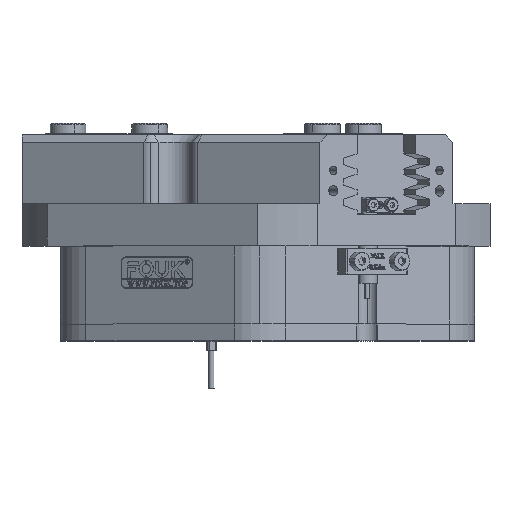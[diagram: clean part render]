
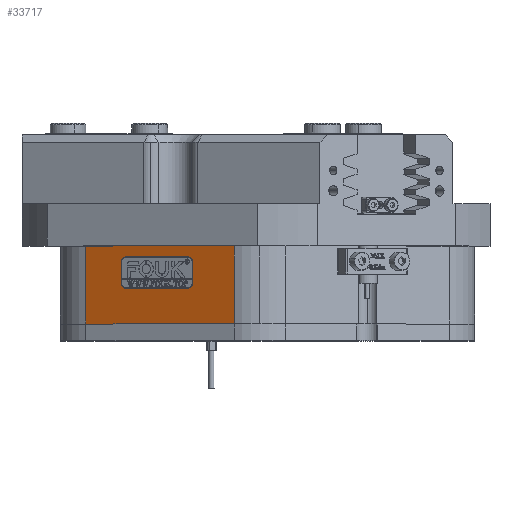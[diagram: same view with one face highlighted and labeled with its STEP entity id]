
A CAD part, top view. The second image highlights one B-rep face of the part: STEP entity #33717.
In plain terms, the highlighted planar face has unit normal (-0.5, 0, 0.866).
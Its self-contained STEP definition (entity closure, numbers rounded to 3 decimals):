
#142 = LINE ( 'NONE', #184, #808 ) ;
#184 = CARTESIAN_POINT ( 'NONE',  ( -30.175, 14., 77.264 ) ) ;
#439 = VERTEX_POINT ( 'NONE', #37464 ) ;
#808 = VECTOR ( 'NONE', #4195, 1000. ) ;
#984 = AXIS2_PLACEMENT_3D ( 'NONE', #26148, #13338, #5023 ) ;
#1079 = VERTEX_POINT ( 'NONE', #51161 ) ;
#1151 = EDGE_CURVE ( 'NONE', #19415, #24186, #12707, .T. ) ;
#1353 = CARTESIAN_POINT ( 'NONE',  ( -54.423, 16.1, 63.264 ) ) ;
#1555 = VECTOR ( 'NONE', #26106, 1000. ) ;
#1608 = EDGE_LOOP ( 'NONE', ( #28946, #15718, #1999, #1661, #30991, #45602, #8748, #51299 ) ) ;
#1661 = ORIENTED_EDGE ( 'NONE', *, *, #24978, .T. ) ;
#1999 = ORIENTED_EDGE ( 'NONE', *, *, #21686, .T. ) ;
#2187 = EDGE_CURVE ( 'NONE', #5804, #36814, #43800, .T. ) ;
#3801 = CIRCLE ( 'NONE', #26886, 2.1 ) ;
#4195 = DIRECTION ( 'NONE',  ( -0.866, 0., -0.5 ) ) ;
#4679 = ORIENTED_EDGE ( 'NONE', *, *, #48250, .T. ) ;
#4909 = CARTESIAN_POINT ( 'NONE',  ( -30.175, 26.2, 77.264 ) ) ;
#5023 = DIRECTION ( 'NONE',  ( 0.866, 0., 0.5 ) ) ;
#5284 = EDGE_CURVE ( 'NONE', #15554, #43956, #28908, .T. ) ;
#5393 = VECTOR ( 'NONE', #50464, 1000. ) ;
#5804 = VERTEX_POINT ( 'NONE', #38998 ) ;
#6757 = CARTESIAN_POINT ( 'NONE',  ( -30.175, 16.1, 77.264 ) ) ;
#7245 = VECTOR ( 'NONE', #34709, 1000. ) ;
#7404 = VECTOR ( 'NONE', #31065, 1000. ) ;
#8748 = ORIENTED_EDGE ( 'NONE', *, *, #12960, .T. ) ;
#9349 = EDGE_CURVE ( 'NONE', #439, #11711, #47234, .T. ) ;
#9946 = CARTESIAN_POINT ( 'NONE',  ( -30.175, 24.1, 77.264 ) ) ;
#11376 = LINE ( 'NONE', #16389, #39938 ) ;
#11711 = VERTEX_POINT ( 'NONE', #32808 ) ;
#11782 = DIRECTION ( 'NONE',  ( -0.866, 0., -0.5 ) ) ;
#12571 = ORIENTED_EDGE ( 'NONE', *, *, #54140, .T. ) ;
#12707 = LINE ( 'NONE', #44064, #7404 ) ;
#12960 = EDGE_CURVE ( 'NONE', #11711, #15554, #30229, .T. ) ;
#13338 = DIRECTION ( 'NONE',  ( -0.5, 0., 0.866 ) ) ;
#14189 = DIRECTION ( 'NONE',  ( 0.866, 0., 0.5 ) ) ;
#15554 = VERTEX_POINT ( 'NONE', #4909 ) ;
#15718 = ORIENTED_EDGE ( 'NONE', *, *, #2187, .T. ) ;
#16389 = CARTESIAN_POINT ( 'NONE',  ( 82., 0., 142.028 ) ) ;
#16617 = DIRECTION ( 'NONE',  ( 0.866, 0., 0.5 ) ) ;
#18512 = ORIENTED_EDGE ( 'NONE', *, *, #1151, .F. ) ;
#19242 = LINE ( 'NONE', #24524, #29913 ) ;
#19415 = VERTEX_POINT ( 'NONE', #53702 ) ;
#19517 = FACE_OUTER_BOUND ( 'NONE', #45593, .T. ) ;
#20471 = DIRECTION ( 'NONE',  ( -0.866, 0., -0.5 ) ) ;
#21665 = CARTESIAN_POINT ( 'NONE',  ( -70., 74., 54.271 ) ) ;
#21686 = EDGE_CURVE ( 'NONE', #36814, #1079, #142, .T. ) ;
#22015 = EDGE_CURVE ( 'NONE', #28475, #439, #19242, .T. ) ;
#22464 = DIRECTION ( 'NONE',  ( 0.5, 0., -0.866 ) ) ;
#24186 = VERTEX_POINT ( 'NONE', #52082 ) ;
#24524 = CARTESIAN_POINT ( 'NONE',  ( -56.242, 24.1, 62.214 ) ) ;
#24773 = CARTESIAN_POINT ( 'NONE',  ( -54.423, 24.1, 63.264 ) ) ;
#24978 = EDGE_CURVE ( 'NONE', #1079, #28475, #3801, .T. ) ;
#25309 = DIRECTION ( 'NONE',  ( 0.5, 0., -0.866 ) ) ;
#26106 = DIRECTION ( 'NONE',  ( 0., -1., 0. ) ) ;
#26148 = CARTESIAN_POINT ( 'NONE',  ( 82., 74., 142.028 ) ) ;
#26618 = CARTESIAN_POINT ( 'NONE',  ( -70., 0., 54.271 ) ) ;
#26886 = AXIS2_PLACEMENT_3D ( 'NONE', #1353, #22464, #35777 ) ;
#27020 = CARTESIAN_POINT ( 'NONE',  ( -30.175, 14., 77.264 ) ) ;
#27122 = AXIS2_PLACEMENT_3D ( 'NONE', #24773, #33485, #37735 ) ;
#27754 = ORIENTED_EDGE ( 'NONE', *, *, #28061, .F. ) ;
#28061 = EDGE_CURVE ( 'NONE', #47140, #30966, #11376, .T. ) ;
#28475 = VERTEX_POINT ( 'NONE', #46592 ) ;
#28908 = CIRCLE ( 'NONE', #40553, 2.1 ) ;
#28946 = ORIENTED_EDGE ( 'NONE', *, *, #47107, .T. ) ;
#29913 = VECTOR ( 'NONE', #46053, 1000. ) ;
#30229 = LINE ( 'NONE', #46125, #36139 ) ;
#30879 = DIRECTION ( 'NONE',  ( 0.5, 0., -0.866 ) ) ;
#30966 = VERTEX_POINT ( 'NONE', #26618 ) ;
#30991 = ORIENTED_EDGE ( 'NONE', *, *, #22015, .T. ) ;
#31065 = DIRECTION ( 'NONE',  ( 0.866, 0., 0.5 ) ) ;
#32045 = LINE ( 'NONE', #21665, #1555 ) ;
#32808 = CARTESIAN_POINT ( 'NONE',  ( -54.423, 26.2, 63.264 ) ) ;
#33485 = DIRECTION ( 'NONE',  ( 0.5, 0., -0.866 ) ) ;
#33717 = ADVANCED_FACE ( 'NONE', ( #19517, #38806 ), #38760, .T. ) ;
#34709 = DIRECTION ( 'NONE',  ( 0., 1., 0. ) ) ;
#34889 = CARTESIAN_POINT ( 'NONE',  ( -12., 74., 87.757 ) ) ;
#35777 = DIRECTION ( 'NONE',  ( -0.866, 0., -0.5 ) ) ;
#36139 = VECTOR ( 'NONE', #16617, 1000. ) ;
#36398 = LINE ( 'NONE', #34889, #7245 ) ;
#36814 = VERTEX_POINT ( 'NONE', #27020 ) ;
#37464 = CARTESIAN_POINT ( 'NONE',  ( -56.242, 24.1, 62.214 ) ) ;
#37735 = DIRECTION ( 'NONE',  ( -0.866, 0., -0.5 ) ) ;
#37818 = CARTESIAN_POINT ( 'NONE',  ( -28.356, 24.1, 78.314 ) ) ;
#38760 = PLANE ( 'NONE',  #984 ) ;
#38806 = FACE_BOUND ( 'NONE', #1608, .T. ) ;
#38998 = CARTESIAN_POINT ( 'NONE',  ( -28.356, 16.1, 78.314 ) ) ;
#39603 = CARTESIAN_POINT ( 'NONE',  ( -28.356, 24.1, 78.314 ) ) ;
#39749 = AXIS2_PLACEMENT_3D ( 'NONE', #6757, #25309, #11782 ) ;
#39938 = VECTOR ( 'NONE', #20471, 1000. ) ;
#40553 = AXIS2_PLACEMENT_3D ( 'NONE', #9946, #30879, #14189 ) ;
#41371 = CARTESIAN_POINT ( 'NONE',  ( -12., 0., 87.757 ) ) ;
#43238 = LINE ( 'NONE', #37818, #5393 ) ;
#43800 = CIRCLE ( 'NONE', #39749, 2.1 ) ;
#43956 = VERTEX_POINT ( 'NONE', #39603 ) ;
#44064 = CARTESIAN_POINT ( 'NONE',  ( -41., 30.5, 71.014 ) ) ;
#45593 = EDGE_LOOP ( 'NONE', ( #18512, #12571, #27754, #4679 ) ) ;
#45602 = ORIENTED_EDGE ( 'NONE', *, *, #9349, .T. ) ;
#46053 = DIRECTION ( 'NONE',  ( 0., 1., 0. ) ) ;
#46125 = CARTESIAN_POINT ( 'NONE',  ( -30.175, 26.2, 77.264 ) ) ;
#46592 = CARTESIAN_POINT ( 'NONE',  ( -56.242, 16.1, 62.214 ) ) ;
#47107 = EDGE_CURVE ( 'NONE', #43956, #5804, #43238, .T. ) ;
#47140 = VERTEX_POINT ( 'NONE', #41371 ) ;
#47234 = CIRCLE ( 'NONE', #27122, 2.1 ) ;
#48250 = EDGE_CURVE ( 'NONE', #47140, #24186, #36398, .T. ) ;
#50464 = DIRECTION ( 'NONE',  ( 0., -1., 0. ) ) ;
#51161 = CARTESIAN_POINT ( 'NONE',  ( -54.423, 14., 63.264 ) ) ;
#51299 = ORIENTED_EDGE ( 'NONE', *, *, #5284, .T. ) ;
#52082 = CARTESIAN_POINT ( 'NONE',  ( -12., 30.5, 87.757 ) ) ;
#53702 = CARTESIAN_POINT ( 'NONE',  ( -70., 30.5, 54.271 ) ) ;
#54140 = EDGE_CURVE ( 'NONE', #19415, #30966, #32045, .T. ) ;
